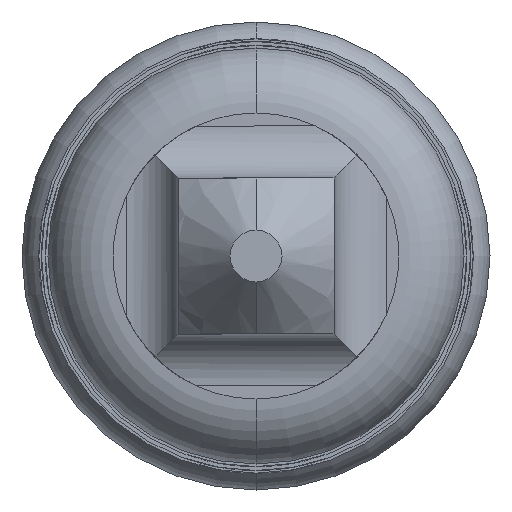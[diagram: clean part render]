
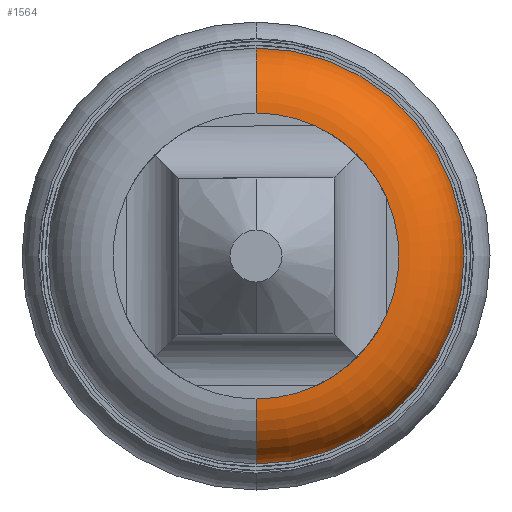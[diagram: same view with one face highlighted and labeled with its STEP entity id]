
A CAD part, front view. The second image highlights one B-rep face of the part: STEP entity #1564.
In plain terms, the highlighted toroidal (fillet/blend) face has major radius 0.55 mm and minor radius 0.25 mm.
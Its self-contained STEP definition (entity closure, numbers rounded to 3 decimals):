
#9 = DIRECTION ( 'NONE',  ( 0., -1., 0. ) ) ;
#604 = TOROIDAL_SURFACE ( 'NONE', #4028, 0.55, 0.25 ) ;
#667 = ORIENTED_EDGE ( 'NONE', *, *, #5643, .F. ) ;
#751 = CIRCLE ( 'NONE', #8293, 0.55 ) ;
#866 = EDGE_CURVE ( 'Defeature ausgef�hrt1_72+Defeature ausgef�hrt1_67+Defeature ausgef�hrt1_61+Defeature ausgef�hrt1_60', #9003, #2908, #4195, .T. ) ;
#1104 = CARTESIAN_POINT ( 'NONE',  ( 0., -27.5, 0. ) ) ;
#1209 = CARTESIAN_POINT ( 'NONE',  ( 0., -27.25, 0.8 ) ) ;
#1227 = ORIENTED_EDGE ( 'NONE', *, *, #3013, .F. ) ;
#1385 = FACE_OUTER_BOUND ( 'NONE', #9759, .T. ) ;
#1564 = ADVANCED_FACE ( 'Defeature ausgef�hrt1_72', ( #1385 ), #604, .T. ) ;
#1568 = DIRECTION ( 'NONE',  ( 1., 0., 0. ) ) ;
#1576 = CIRCLE ( 'NONE', #10100, 0.25 ) ;
#1650 = CARTESIAN_POINT ( 'NONE',  ( 0., -27.5, 0. ) ) ;
#1916 = AXIS2_PLACEMENT_3D ( 'NONE', #4181, #5746, #7526 ) ;
#2087 = VERTEX_POINT ( 'NONE', #8563 ) ;
#2483 = CIRCLE ( 'NONE', #2948, 0.55 ) ;
#2551 = DIRECTION ( 'NONE',  ( 0., 0., 1. ) ) ;
#2827 = DIRECTION ( 'NONE',  ( 0., 0., 1. ) ) ;
#2845 = EDGE_CURVE ( 'NONE', #9735, #5187, #1576, .T. ) ;
#2862 = AXIS2_PLACEMENT_3D ( 'NONE', #1104, #8802, #6233 ) ;
#2908 = VERTEX_POINT ( 'NONE', #4109 ) ;
#2948 = AXIS2_PLACEMENT_3D ( 'NONE', #5270, #5389, #5236 ) ;
#3013 = EDGE_CURVE ( 'NONE', #4787, #5408, #6227, .T. ) ;
#3287 = ORIENTED_EDGE ( 'NONE', *, *, #8606, .T. ) ;
#3354 = CARTESIAN_POINT ( 'NONE',  ( 0., -27.25, 0.55 ) ) ;
#3616 = CARTESIAN_POINT ( 'NONE',  ( 0., -27.25, 0. ) ) ;
#3707 = EDGE_CURVE ( 'Defeature ausgef�hrt1_60+Defeature ausgef�hrt1_72+Defeature ausgef�hrt1_70+Defeature ausgef�hrt1_70', #9735, #2908, #8367, .T. ) ;
#3945 = CARTESIAN_POINT ( 'NONE',  ( 0., -27.5, 0.55 ) ) ;
#4028 = AXIS2_PLACEMENT_3D ( 'NONE', #3616, #9646, #2827 ) ;
#4109 = CARTESIAN_POINT ( 'NONE',  ( 0.229, -27.5, -0.5 ) ) ;
#4181 = CARTESIAN_POINT ( 'NONE',  ( 0., -27.25, 0. ) ) ;
#4190 = DIRECTION ( 'NONE',  ( 0., -1., 0. ) ) ;
#4195 = CIRCLE ( 'NONE', #9942, 0.55 ) ;
#4311 = DIRECTION ( 'NONE',  ( 0., 0., 1. ) ) ;
#4450 = EDGE_CURVE ( 'Defeature ausgef�hrt1_66+Defeature ausgef�hrt1_72+Defeature ausgef�hrt1_71+Defeature ausgef�hrt1_71', #5747, #4787, #2483, .T. ) ;
#4673 = ORIENTED_EDGE ( 'NONE', *, *, #10714, .F. ) ;
#4746 = ORIENTED_EDGE ( 'NONE', *, *, #3707, .F. ) ;
#4787 = VERTEX_POINT ( 'NONE', #3945 ) ;
#5047 = DIRECTION ( 'NONE',  ( 0., 0., 1. ) ) ;
#5142 = CARTESIAN_POINT ( 'NONE',  ( 0.229, -27.5, 0.5 ) ) ;
#5187 = VERTEX_POINT ( 'NONE', #7906 ) ;
#5236 = DIRECTION ( 'NONE',  ( 0., 0., 1. ) ) ;
#5270 = CARTESIAN_POINT ( 'NONE',  ( 0., -27.5, 0. ) ) ;
#5389 = DIRECTION ( 'NONE',  ( 0., -1., 0. ) ) ;
#5408 = VERTEX_POINT ( 'NONE', #1209 ) ;
#5643 = EDGE_CURVE ( 'Defeature ausgef�hrt1_65+Defeature ausgef�hrt1_72+Defeature ausgef�hrt1_72+Defeature ausgef�hrt1_72', #5408, #5187, #7269, .T. ) ;
#5746 = DIRECTION ( 'NONE',  ( 0., 1., 0. ) ) ;
#5747 = VERTEX_POINT ( 'NONE', #5142 ) ;
#5808 = AXIS2_PLACEMENT_3D ( 'NONE', #9345, #9, #5953 ) ;
#5848 = DIRECTION ( 'NONE',  ( 0., 0., -1. ) ) ;
#5953 = DIRECTION ( 'NONE',  ( 0., 0., 1. ) ) ;
#6074 = AXIS2_PLACEMENT_3D ( 'NONE', #3354, #9407, #4311 ) ;
#6227 = CIRCLE ( 'NONE', #6074, 0.25 ) ;
#6233 = DIRECTION ( 'NONE',  ( 0., 0., 1. ) ) ;
#6659 = CARTESIAN_POINT ( 'NONE',  ( 0., -27.25, -0.55 ) ) ;
#6786 = ORIENTED_EDGE ( 'NONE', *, *, #4450, .F. ) ;
#6878 = CIRCLE ( 'NONE', #2862, 0.55 ) ;
#7269 = CIRCLE ( 'NONE', #1916, 0.8 ) ;
#7526 = DIRECTION ( 'NONE',  ( 0., 0., 1. ) ) ;
#7906 = CARTESIAN_POINT ( 'NONE',  ( 0., -27.25, -0.8 ) ) ;
#8021 = CARTESIAN_POINT ( 'NONE',  ( 0., -27.5, -0.55 ) ) ;
#8293 = AXIS2_PLACEMENT_3D ( 'NONE', #1650, #4190, #5047 ) ;
#8367 = CIRCLE ( 'NONE', #5808, 0.55 ) ;
#8563 = CARTESIAN_POINT ( 'NONE',  ( 0.5, -27.5, 0.229 ) ) ;
#8606 = EDGE_CURVE ( 'Defeature ausgef�hrt1_72+Defeature ausgef�hrt1_64+Defeature ausgef�hrt1_66+Defeature ausgef�hrt1_61', #5747, #2087, #6878, .T. ) ;
#8656 = ORIENTED_EDGE ( 'NONE', *, *, #2845, .T. ) ;
#8802 = DIRECTION ( 'NONE',  ( 0., 1., 0. ) ) ;
#9003 = VERTEX_POINT ( 'NONE', #10068 ) ;
#9345 = CARTESIAN_POINT ( 'NONE',  ( 0., -27.5, 0. ) ) ;
#9407 = DIRECTION ( 'NONE',  ( -1., 0., 0. ) ) ;
#9646 = DIRECTION ( 'NONE',  ( 0., 1., 0. ) ) ;
#9735 = VERTEX_POINT ( 'NONE', #8021 ) ;
#9759 = EDGE_LOOP ( 'NONE', ( #4746, #8656, #667, #1227, #6786, #3287, #4673, #10662 ) ) ;
#9942 = AXIS2_PLACEMENT_3D ( 'NONE', #10199, #11073, #2551 ) ;
#10068 = CARTESIAN_POINT ( 'NONE',  ( 0.5, -27.5, -0.229 ) ) ;
#10100 = AXIS2_PLACEMENT_3D ( 'NONE', #6659, #1568, #5848 ) ;
#10199 = CARTESIAN_POINT ( 'NONE',  ( 0., -27.5, 0. ) ) ;
#10662 = ORIENTED_EDGE ( 'NONE', *, *, #866, .T. ) ;
#10714 = EDGE_CURVE ( 'Defeature ausgef�hrt1_61+Defeature ausgef�hrt1_72+Defeature ausgef�hrt1_69+Defeature ausgef�hrt1_69', #9003, #2087, #751, .T. ) ;
#11073 = DIRECTION ( 'NONE',  ( 0., 1., 0. ) ) ;
